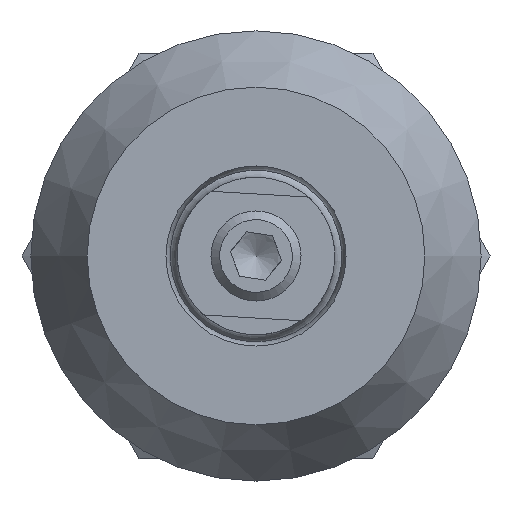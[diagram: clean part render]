
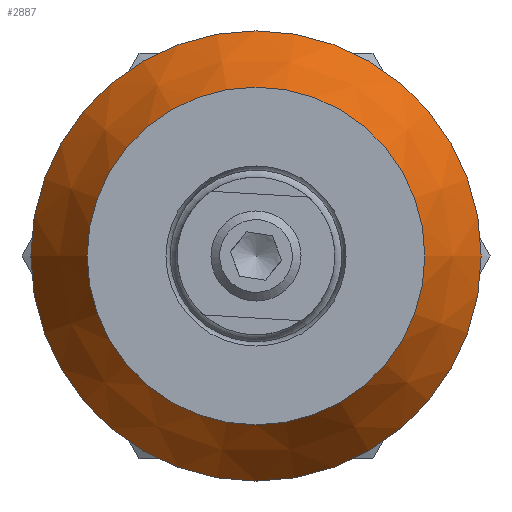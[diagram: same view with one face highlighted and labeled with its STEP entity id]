
A CAD part, left-side view. The second image highlights one B-rep face of the part: STEP entity #2887.
In plain terms, the highlighted conical face has half-angle 30 degrees and reference radius 17.5 mm.
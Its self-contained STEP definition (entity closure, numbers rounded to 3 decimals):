
#250=CONICAL_SURFACE('',#3369,17.5,0.524);
#353=LINE('',#4619,#497);
#497=VECTOR('',#3781,17.5);
#719=FACE_OUTER_BOUND('',#890,.T.);
#890=EDGE_LOOP('',(#2050,#2051,#2052,#2053,#2054,#2055));
#1091=CIRCLE('',#3367,15.);
#1092=CIRCLE('',#3368,15.);
#1093=CIRCLE('',#3370,20.);
#1094=CIRCLE('',#3371,20.);
#1262=VERTEX_POINT('',#4610);
#1263=VERTEX_POINT('',#4611);
#1264=VERTEX_POINT('',#4615);
#1265=VERTEX_POINT('',#4616);
#1575=EDGE_CURVE('',#1262,#1263,#1091,.T.);
#1576=EDGE_CURVE('',#1263,#1262,#1092,.T.);
#1577=EDGE_CURVE('',#1264,#1265,#1093,.T.);
#1578=EDGE_CURVE('',#1265,#1264,#1094,.T.);
#1579=EDGE_CURVE('',#1265,#1263,#353,.T.);
#2050=ORIENTED_EDGE('',*,*,#1577,.F.);
#2051=ORIENTED_EDGE('',*,*,#1578,.F.);
#2052=ORIENTED_EDGE('',*,*,#1579,.T.);
#2053=ORIENTED_EDGE('',*,*,#1576,.T.);
#2054=ORIENTED_EDGE('',*,*,#1575,.T.);
#2055=ORIENTED_EDGE('',*,*,#1579,.F.);
#2887=ADVANCED_FACE('',(#719),#250,.T.);
#3367=AXIS2_PLACEMENT_3D('',#4612,#3771,#3772);
#3368=AXIS2_PLACEMENT_3D('',#4613,#3773,#3774);
#3369=AXIS2_PLACEMENT_3D('',#4614,#3775,#3776);
#3370=AXIS2_PLACEMENT_3D('',#4617,#3777,#3778);
#3371=AXIS2_PLACEMENT_3D('',#4618,#3779,#3780);
#3771=DIRECTION('center_axis',(1.,0.,0.));
#3772=DIRECTION('ref_axis',(0.,1.,0.));
#3773=DIRECTION('center_axis',(1.,0.,0.));
#3774=DIRECTION('ref_axis',(0.,1.,0.));
#3775=DIRECTION('center_axis',(1.,0.,0.));
#3776=DIRECTION('ref_axis',(0.,1.,0.));
#3777=DIRECTION('center_axis',(1.,0.,0.));
#3778=DIRECTION('ref_axis',(0.,1.,0.));
#3779=DIRECTION('center_axis',(1.,0.,0.));
#3780=DIRECTION('ref_axis',(0.,1.,0.));
#3781=DIRECTION('',(-0.866,0.5,0.));
#4610=CARTESIAN_POINT('',(0.,15.,0.));
#4611=CARTESIAN_POINT('',(0.,-15.,0.));
#4612=CARTESIAN_POINT('Origin',(0.,0.,0.));
#4613=CARTESIAN_POINT('Origin',(0.,0.,0.));
#4614=CARTESIAN_POINT('Origin',(4.33,0.,0.));
#4615=CARTESIAN_POINT('',(8.66,20.,0.));
#4616=CARTESIAN_POINT('',(8.66,-20.,0.));
#4617=CARTESIAN_POINT('Origin',(8.66,0.,0.));
#4618=CARTESIAN_POINT('Origin',(8.66,0.,0.));
#4619=CARTESIAN_POINT('',(4.33,-17.5,0.));
